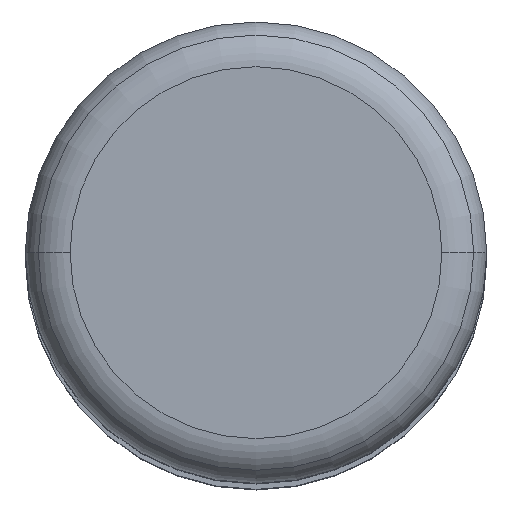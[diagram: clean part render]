
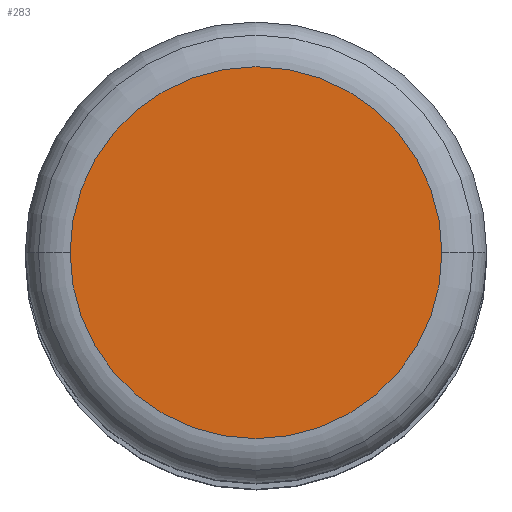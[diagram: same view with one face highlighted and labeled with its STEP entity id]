
A CAD part, top view. The second image highlights one B-rep face of the part: STEP entity #283.
In plain terms, the highlighted planar face has unit normal (0, 0, 1).
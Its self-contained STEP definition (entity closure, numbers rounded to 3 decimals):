
#130=CARTESIAN_POINT('',(0.,0.,8.2));
#131=DIRECTION('',(0.,0.,1.));
#132=DIRECTION('',(1.,0.,0.));
#133=AXIS2_PLACEMENT_3D('',#130,#131,#132);
#139=CARTESIAN_POINT('',(0.,0.,8.2));
#140=DIRECTION('',(0.,0.,1.));
#141=DIRECTION('',(-1.,0.,0.));
#142=AXIS2_PLACEMENT_3D('',#139,#140,#141);
#241=CARTESIAN_POINT('',(-4.15,0.,8.2));
#243=VERTEX_POINT('',#241);
#247=CARTESIAN_POINT('',(4.15,0.,8.2));
#248=VERTEX_POINT('',#247);
#273=CARTESIAN_POINT('',(0.,0.,8.2));
#274=DIRECTION('',(0.,0.,1.));
#275=DIRECTION('',(1.,0.,0.));
#276=AXIS2_PLACEMENT_3D('',#273,#274,#275);
#277=PLANE('',#276);
#278=ORIENTED_EDGE('',*,*,#262,.F.);
#280=ORIENTED_EDGE('',*,*,#279,.F.);
#281=EDGE_LOOP('',(#278,#280));
#282=FACE_OUTER_BOUND('',#281,.F.);
#134=CIRCLE('',#133,4.15);
#143=CIRCLE('',#142,4.15);
#262=EDGE_CURVE('',#248,#243,#134,.T.);
#279=EDGE_CURVE('',#243,#248,#143,.T.);
#283=ADVANCED_FACE('',(#282),#277,.T.);
